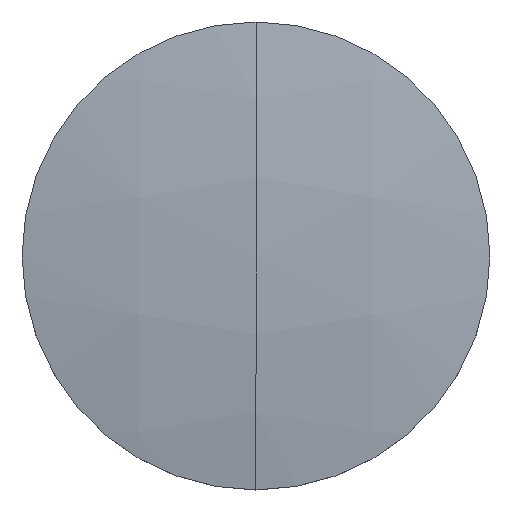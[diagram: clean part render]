
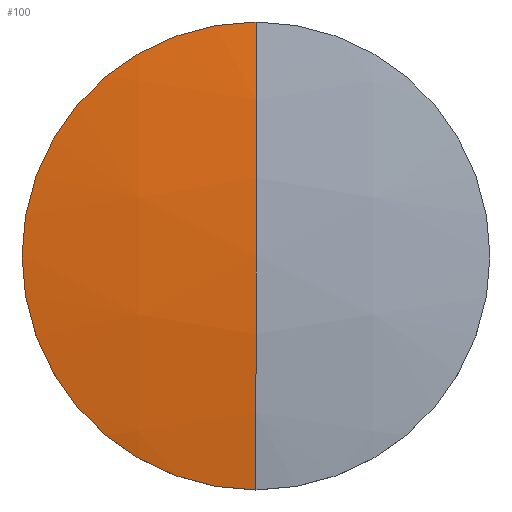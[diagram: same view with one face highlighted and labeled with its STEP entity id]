
A CAD part, top view. The second image highlights one B-rep face of the part: STEP entity #100.
In plain terms, the highlighted spherical face has radius 77.26 mm.
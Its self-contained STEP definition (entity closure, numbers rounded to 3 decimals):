
#5 = EDGE_CURVE ( 'NONE', #93, #119, #125, .T. ) ;
#33 = CARTESIAN_POINT ( 'NONE',  ( 0., 12.7, 0.474 ) ) ;
#53 = CARTESIAN_POINT ( 'NONE',  ( 0., 0., 0.474 ) ) ;
#60 = EDGE_LOOP ( 'NONE', ( #101, #102, #96, #131 ) ) ;
#93 = VERTEX_POINT ( 'NONE', #33 ) ;
#95 = EDGE_CURVE ( 'NONE', #119, #103, #177, .T. ) ;
#96 = ORIENTED_EDGE ( 'NONE', *, *, #97, .T. ) ;
#97 = EDGE_CURVE ( 'NONE', #103, #130, #174, .T. ) ;
#100 = ADVANCED_FACE ( 'NONE', ( #251 ), #188, .T. ) ;
#101 = ORIENTED_EDGE ( 'NONE', *, *, #5, .T. ) ;
#102 = ORIENTED_EDGE ( 'NONE', *, *, #95, .T. ) ;
#103 = VERTEX_POINT ( 'NONE', #185 ) ;
#119 = VERTEX_POINT ( 'NONE', #147 ) ;
#122 = DIRECTION ( 'NONE',  ( 1., 0., 0. ) ) ;
#123 = DIRECTION ( 'NONE',  ( 0., 0., 1. ) ) ;
#124 = AXIS2_PLACEMENT_3D ( 'NONE', #53, #123, #122 ) ;
#125 = CIRCLE ( 'NONE', #124, 12.7 ) ;
#130 = VERTEX_POINT ( 'NONE', #213 ) ;
#131 = ORIENTED_EDGE ( 'NONE', *, *, #132, .F. ) ;
#132 = EDGE_CURVE ( 'NONE', #93, #130, #212, .T. ) ;
#147 = CARTESIAN_POINT ( 'NONE',  ( -12.7, 0., 0.474 ) ) ;
#172 = CARTESIAN_POINT ( 'NONE',  ( 0., 0., -75.735 ) ) ;
#173 = AXIS2_PLACEMENT_3D ( 'NONE', #172, #235, #234 ) ;
#174 = CIRCLE ( 'NONE', #173, 77.26 ) ;
#177 = CIRCLE ( 'NONE', #243, 12.7 ) ;
#178 = DIRECTION ( 'NONE',  ( 1., 0., 0. ) ) ;
#183 = DIRECTION ( 'NONE',  ( 0., 1., 0. ) ) ;
#184 = DIRECTION ( 'NONE',  ( -1., 0., 0. ) ) ;
#185 = CARTESIAN_POINT ( 'NONE',  ( 0., -12.7, 0.474 ) ) ;
#186 = CARTESIAN_POINT ( 'NONE',  ( 0., 0., -75.735 ) ) ;
#187 = AXIS2_PLACEMENT_3D ( 'NONE', #186, #184, #183 ) ;
#188 = SPHERICAL_SURFACE ( 'NONE', #187, 77.26 ) ;
#208 = DIRECTION ( 'NONE',  ( 0., 0., -1. ) ) ;
#209 = DIRECTION ( 'NONE',  ( 1., 0., 0. ) ) ;
#210 = CARTESIAN_POINT ( 'NONE',  ( 0., 0., -75.735 ) ) ;
#211 = AXIS2_PLACEMENT_3D ( 'NONE', #210, #209, #208 ) ;
#212 = CIRCLE ( 'NONE', #211, 77.26 ) ;
#213 = CARTESIAN_POINT ( 'NONE',  ( 0., 0., 1.525 ) ) ;
#234 = DIRECTION ( 'NONE',  ( 0., -1., 0. ) ) ;
#235 = DIRECTION ( 'NONE',  ( -1., 0., 0. ) ) ;
#243 = AXIS2_PLACEMENT_3D ( 'NONE', #260, #261, #178 ) ;
#251 = FACE_OUTER_BOUND ( 'NONE', #60, .T. ) ;
#260 = CARTESIAN_POINT ( 'NONE',  ( 0., 0., 0.474 ) ) ;
#261 = DIRECTION ( 'NONE',  ( 0., 0., 1. ) ) ;
